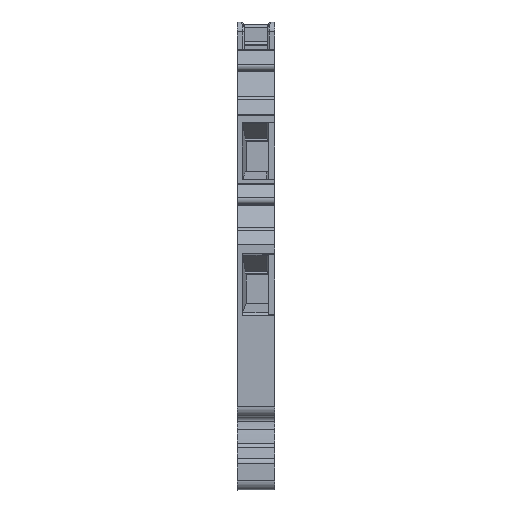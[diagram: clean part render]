
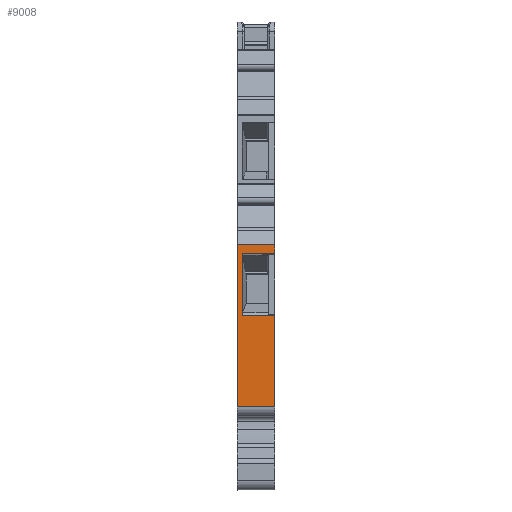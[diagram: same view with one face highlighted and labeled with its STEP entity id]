
A CAD part, left-side view. The second image highlights one B-rep face of the part: STEP entity #9008.
In plain terms, the highlighted planar face has unit normal (-1, 0, 0).
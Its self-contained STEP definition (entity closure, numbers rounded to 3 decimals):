
#1820=ORIENTED_EDGE('',*,*,#2492,.F.);
#1821=ORIENTED_EDGE('',*,*,#3154,.T.);
#1822=ORIENTED_EDGE('',*,*,#3155,.T.);
#1823=ORIENTED_EDGE('',*,*,#3156,.T.);
#1824=ORIENTED_EDGE('',*,*,#2488,.F.);
#1825=ORIENTED_EDGE('',*,*,#2745,.F.);
#1826=ORIENTED_EDGE('',*,*,#2827,.F.);
#1827=ORIENTED_EDGE('',*,*,#2952,.T.);
#2488=EDGE_CURVE('',#3451,#3452,#4070,.T.);
#2492=EDGE_CURVE('',#3455,#3456,#4072,.T.);
#2745=EDGE_CURVE('',#3646,#3451,#4229,.T.);
#2827=EDGE_CURVE('',#3706,#3646,#4289,.T.);
#2952=EDGE_CURVE('',#3706,#3456,#4383,.T.);
#3154=EDGE_CURVE('',#3455,#3897,#4550,.F.);
#3155=EDGE_CURVE('',#3897,#3898,#4551,.F.);
#3156=EDGE_CURVE('',#3898,#3452,#4552,.F.);
#3451=VERTEX_POINT('',#11835);
#3452=VERTEX_POINT('',#11837);
#3455=VERTEX_POINT('',#11843);
#3456=VERTEX_POINT('',#11845);
#3646=VERTEX_POINT('',#12422);
#3706=VERTEX_POINT('',#12588);
#3897=VERTEX_POINT('',#13241);
#3898=VERTEX_POINT('',#13243);
#4070=LINE('',#11836,#4746);
#4072=LINE('',#11844,#4748);
#4229=LINE('',#12421,#4905);
#4289=LINE('',#12589,#4965);
#4383=LINE('',#12830,#5059);
#4550=LINE('',#13240,#5226);
#4551=LINE('',#13242,#5227);
#4552=LINE('',#13244,#5228);
#4746=VECTOR('',#9891,1000.);
#4748=VECTOR('',#9897,1000.);
#4905=VECTOR('',#10358,1000.);
#4965=VECTOR('',#10512,1000.);
#5059=VECTOR('',#10746,1000.);
#5226=VECTOR('',#11149,1000.);
#5227=VECTOR('',#11150,1000.);
#5228=VECTOR('',#11151,1000.);
#5597=EDGE_LOOP('',(#1820,#1821,#1822,#1823,#1824,#1825,#1826,#1827));
#5978=FACE_BOUND('',#5597,.T.);
#6252=PLANE('',#9564);
#9008=ADVANCED_FACE('',(#5978),#6252,.T.);
#9564=AXIS2_PLACEMENT_3D('',#13239,#11147,#11148);
#9891=DIRECTION('',(0.,0.,-1.));
#9897=DIRECTION('',(0.,0.,-1.));
#10358=DIRECTION('',(0.,-1.,0.));
#10512=DIRECTION('',(0.,0.,1.));
#10746=DIRECTION('',(0.,-1.,0.));
#11147=DIRECTION('',(-1.,0.,0.));
#11148=DIRECTION('',(0.,0.,1.));
#11149=DIRECTION('',(0.,-1.,0.));
#11150=DIRECTION('',(0.,0.,-1.));
#11151=DIRECTION('',(0.,1.,0.));
#11835=CARTESIAN_POINT('',(-116.701,-63.517,-30.185));
#11836=CARTESIAN_POINT('',(-116.701,-63.517,-56.29));
#11837=CARTESIAN_POINT('',(-116.701,-63.517,-31.594));
#11843=CARTESIAN_POINT('',(-116.701,-63.517,-41.617));
#11844=CARTESIAN_POINT('',(-116.701,-63.517,-56.29));
#11845=CARTESIAN_POINT('',(-116.701,-63.517,-56.29));
#12421=CARTESIAN_POINT('',(-116.701,-57.517,-30.185));
#12422=CARTESIAN_POINT('',(-116.701,-57.517,-30.185));
#12588=CARTESIAN_POINT('',(-116.701,-57.517,-56.29));
#12589=CARTESIAN_POINT('',(-116.701,-57.517,-33.94));
#12830=CARTESIAN_POINT('',(-116.701,55.878,-56.29));
#13239=CARTESIAN_POINT('',(-116.701,55.878,-56.29));
#13240=CARTESIAN_POINT('',(-116.701,55.878,-41.617));
#13241=CARTESIAN_POINT('',(-116.701,-58.319,-41.617));
#13242=CARTESIAN_POINT('',(-116.701,-58.319,-39.565));
#13243=CARTESIAN_POINT('',(-116.701,-58.319,-31.594));
#13244=CARTESIAN_POINT('',(-116.701,55.878,-31.594));
